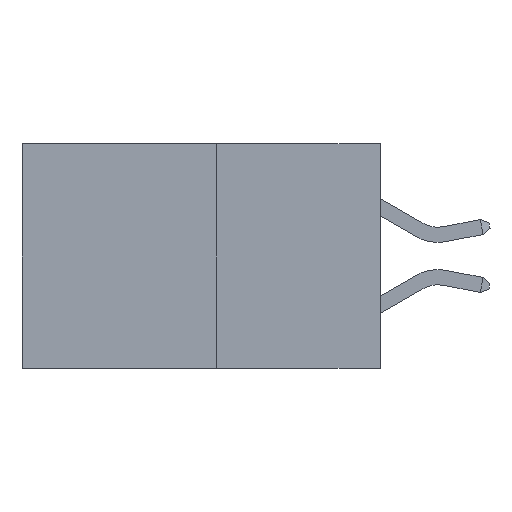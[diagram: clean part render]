
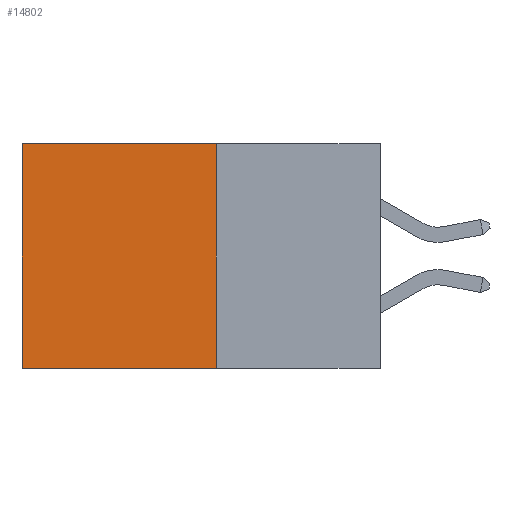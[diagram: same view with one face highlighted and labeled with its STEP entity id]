
A CAD part, left-side view. The second image highlights one B-rep face of the part: STEP entity #14802.
In plain terms, the highlighted planar face has unit normal (-1, 0, 0).
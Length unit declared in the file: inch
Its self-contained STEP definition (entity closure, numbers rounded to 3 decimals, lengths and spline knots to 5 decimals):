
#451 = DIRECTION ( 'NONE',  ( 0., 0., -1. ) ) ;
#1750 = CARTESIAN_POINT ( 'NONE',  ( 0.277, 0.27, -0.37 ) ) ;
#2171 = EDGE_CURVE ( 'NONE', #11134, #19536, #12550, .T. ) ;
#3567 = CARTESIAN_POINT ( 'NONE',  ( 0.277, 0.59, 0. ) ) ;
#3636 = CARTESIAN_POINT ( 'NONE',  ( 0.277, 0.59, -0.37 ) ) ;
#4998 = FACE_OUTER_BOUND ( 'NONE', #20319, .T. ) ;
#5319 = AXIS2_PLACEMENT_3D ( 'NONE', #13050, #9649, #21831 ) ;
#7926 = PLANE ( 'NONE',  #5319 ) ;
#8539 = LINE ( 'NONE', #13625, #17321 ) ;
#9034 = CARTESIAN_POINT ( 'NONE',  ( 0.277, 0.27, 0. ) ) ;
#9649 = DIRECTION ( 'NONE',  ( 1., 0., 0. ) ) ;
#11082 = VECTOR ( 'NONE', #14580, 39.37008 ) ;
#11134 = VERTEX_POINT ( 'NONE', #9034 ) ;
#11308 = CARTESIAN_POINT ( 'NONE',  ( 0.277, 0.27, -0.37 ) ) ;
#11579 = VECTOR ( 'NONE', #451, 39.37008 ) ;
#12550 = LINE ( 'NONE', #16597, #17272 ) ;
#12732 = EDGE_CURVE ( 'NONE', #19536, #16137, #20898, .T. ) ;
#12932 = ORIENTED_EDGE ( 'NONE', *, *, #18060, .F. ) ;
#13050 = CARTESIAN_POINT ( 'NONE',  ( 0.277, 0.27, -0.37 ) ) ;
#13625 = CARTESIAN_POINT ( 'NONE',  ( 0.277, 0.27, -0.37 ) ) ;
#14580 = DIRECTION ( 'NONE',  ( 0., 0., -1. ) ) ;
#14802 = ADVANCED_FACE ( 'NONE', ( #4998 ), #7926, .F. ) ;
#16137 = VERTEX_POINT ( 'NONE', #3636 ) ;
#16548 = DIRECTION ( 'NONE',  ( 0., 1., 0. ) ) ;
#16597 = CARTESIAN_POINT ( 'NONE',  ( 0.277, 0.27, 0. ) ) ;
#16908 = ORIENTED_EDGE ( 'NONE', *, *, #17650, .F. ) ;
#17272 = VECTOR ( 'NONE', #16548, 39.37008 ) ;
#17321 = VECTOR ( 'NONE', #18968, 39.37008 ) ;
#17650 = EDGE_CURVE ( 'NONE', #21861, #16137, #8539, .T. ) ;
#18060 = EDGE_CURVE ( 'NONE', #11134, #21861, #19907, .T. ) ;
#18234 = CARTESIAN_POINT ( 'NONE',  ( 0.277, 0.59, -0.37 ) ) ;
#18674 = ORIENTED_EDGE ( 'NONE', *, *, #2171, .T. ) ;
#18968 = DIRECTION ( 'NONE',  ( 0., 1., 0. ) ) ;
#19536 = VERTEX_POINT ( 'NONE', #3567 ) ;
#19907 = LINE ( 'NONE', #11308, #11082 ) ;
#20319 = EDGE_LOOP ( 'NONE', ( #20411, #16908, #12932, #18674 ) ) ;
#20411 = ORIENTED_EDGE ( 'NONE', *, *, #12732, .T. ) ;
#20898 = LINE ( 'NONE', #18234, #11579 ) ;
#21831 = DIRECTION ( 'NONE',  ( 0., 0., -1. ) ) ;
#21861 = VERTEX_POINT ( 'NONE', #1750 ) ;
